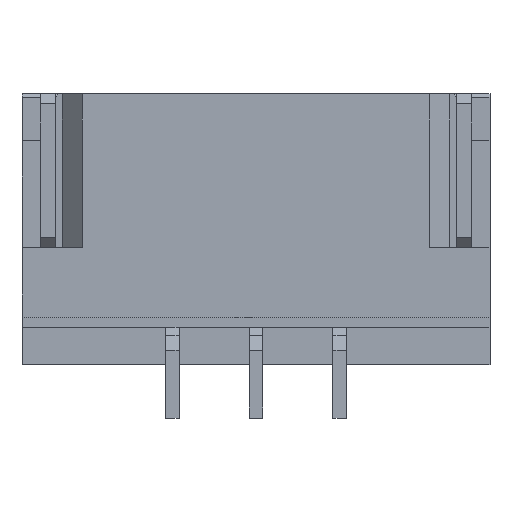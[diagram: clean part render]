
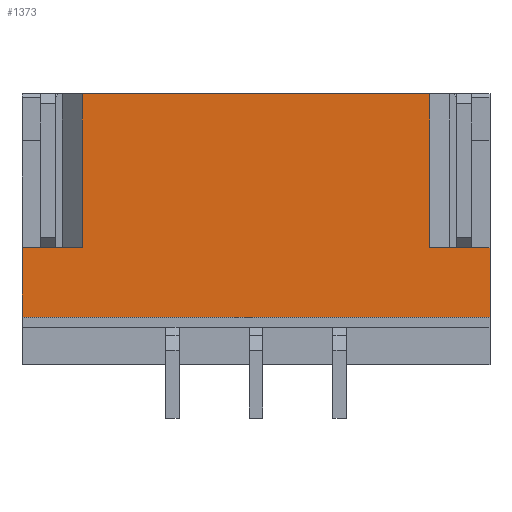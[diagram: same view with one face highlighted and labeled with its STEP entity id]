
A CAD part, front view. The second image highlights one B-rep face of the part: STEP entity #1373.
In plain terms, the highlighted planar face has unit normal (0, -1, 0).
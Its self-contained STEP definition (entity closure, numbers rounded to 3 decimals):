
#118 = VECTOR ( 'NONE', #1052, 1000. ) ;
#375 = DIRECTION ( 'NONE',  ( 0., 0., -1. ) ) ;
#394 = LINE ( 'NONE', #5802, #3422 ) ;
#403 = DIRECTION ( 'NONE',  ( 1., 0., 0. ) ) ;
#619 = CARTESIAN_POINT ( 'NONE',  ( 7.875, 0.18, -1.315 ) ) ;
#645 = ORIENTED_EDGE ( 'NONE', *, *, #690, .F. ) ;
#690 = EDGE_CURVE ( 'NONE', #1387, #1115, #6822, .T. ) ;
#844 = PLANE ( 'NONE',  #939 ) ;
#939 = AXIS2_PLACEMENT_3D ( 'NONE', #3134, #6801, #3716 ) ;
#991 = CARTESIAN_POINT ( 'NONE',  ( -7.275, 0.18, -0.275 ) ) ;
#1052 = DIRECTION ( 'NONE',  ( -1., 0., 0. ) ) ;
#1115 = VERTEX_POINT ( 'NONE', #5553 ) ;
#1127 = CARTESIAN_POINT ( 'NONE',  ( -6.975, 0.18, 2.025 ) ) ;
#1240 = ORIENTED_EDGE ( 'NONE', *, *, #3838, .T. ) ;
#1244 = ORIENTED_EDGE ( 'NONE', *, *, #4493, .T. ) ;
#1248 = VERTEX_POINT ( 'NONE', #1127 ) ;
#1373 = ADVANCED_FACE ( 'NONE', ( #6189 ), #844, .F. ) ;
#1387 = VERTEX_POINT ( 'NONE', #3208 ) ;
#1652 = LINE ( 'NONE', #3974, #3756 ) ;
#1733 = VERTEX_POINT ( 'NONE', #4799 ) ;
#1976 = ORIENTED_EDGE ( 'NONE', *, *, #6015, .T. ) ;
#2233 = CARTESIAN_POINT ( 'NONE',  ( -6.975, 0.18, -0.275 ) ) ;
#2237 = CARTESIAN_POINT ( 'NONE',  ( -6.975, 0.18, -0.275 ) ) ;
#2343 = LINE ( 'NONE', #619, #118 ) ;
#2744 = VECTOR ( 'NONE', #5143, 1000. ) ;
#2993 = VECTOR ( 'NONE', #375, 1000. ) ;
#3134 = CARTESIAN_POINT ( 'NONE',  ( 7.875, 0.18, 0. ) ) ;
#3170 = LINE ( 'NONE', #6262, #2993 ) ;
#3208 = CARTESIAN_POINT ( 'NONE',  ( -1.775, 0.18, -0.275 ) ) ;
#3212 = VECTOR ( 'NONE', #4556, 1000. ) ;
#3422 = VECTOR ( 'NONE', #5953, 1000. ) ;
#3716 = DIRECTION ( 'NONE',  ( 0., 0., 1. ) ) ;
#3756 = VECTOR ( 'NONE', #7499, 1000. ) ;
#3813 = VERTEX_POINT ( 'NONE', #6502 ) ;
#3838 = EDGE_CURVE ( 'NONE', #1248, #6887, #7649, .T. ) ;
#3863 = CARTESIAN_POINT ( 'NONE',  ( -7.875, 0.18, 0. ) ) ;
#3974 = CARTESIAN_POINT ( 'NONE',  ( 7.875, 0.18, 2.025 ) ) ;
#4073 = EDGE_CURVE ( 'NONE', #6701, #1387, #3170, .T. ) ;
#4095 = DIRECTION ( 'NONE',  ( -1., 0., 0. ) ) ;
#4155 = EDGE_CURVE ( 'NONE', #6887, #5793, #7532, .T. ) ;
#4340 = EDGE_LOOP ( 'NONE', ( #1244, #1240, #4424, #1976, #6738, #4583, #645, #6161 ) ) ;
#4424 = ORIENTED_EDGE ( 'NONE', *, *, #4155, .T. ) ;
#4493 = EDGE_CURVE ( 'NONE', #6701, #1248, #1652, .T. ) ;
#4556 = DIRECTION ( 'NONE',  ( 0., 0., -1. ) ) ;
#4583 = ORIENTED_EDGE ( 'NONE', *, *, #7080, .F. ) ;
#4591 = LINE ( 'NONE', #3863, #3212 ) ;
#4765 = VECTOR ( 'NONE', #403, 1000. ) ;
#4799 = CARTESIAN_POINT ( 'NONE',  ( -7.875, 0.18, -1.315 ) ) ;
#5143 = DIRECTION ( 'NONE',  ( 0., 0., -1. ) ) ;
#5430 = CARTESIAN_POINT ( 'NONE',  ( -1.775, 0.18, 2.025 ) ) ;
#5438 = EDGE_CURVE ( 'NONE', #3813, #1733, #2343, .T. ) ;
#5553 = CARTESIAN_POINT ( 'NONE',  ( -0.875, 0.18, -0.275 ) ) ;
#5793 = VERTEX_POINT ( 'NONE', #6496 ) ;
#5802 = CARTESIAN_POINT ( 'NONE',  ( -0.875, 0.18, 0. ) ) ;
#5953 = DIRECTION ( 'NONE',  ( 0., 0., -1. ) ) ;
#6015 = EDGE_CURVE ( 'NONE', #5793, #1733, #4591, .T. ) ;
#6161 = ORIENTED_EDGE ( 'NONE', *, *, #4073, .F. ) ;
#6189 = FACE_OUTER_BOUND ( 'NONE', #4340, .T. ) ;
#6262 = CARTESIAN_POINT ( 'NONE',  ( -1.775, 0.18, -0.275 ) ) ;
#6496 = CARTESIAN_POINT ( 'NONE',  ( -7.875, 0.18, -0.275 ) ) ;
#6502 = CARTESIAN_POINT ( 'NONE',  ( -0.875, 0.18, -1.315 ) ) ;
#6701 = VERTEX_POINT ( 'NONE', #5430 ) ;
#6738 = ORIENTED_EDGE ( 'NONE', *, *, #5438, .F. ) ;
#6801 = DIRECTION ( 'NONE',  ( 0., 1., 0. ) ) ;
#6822 = LINE ( 'NONE', #7556, #4765 ) ;
#6887 = VERTEX_POINT ( 'NONE', #2237 ) ;
#7080 = EDGE_CURVE ( 'NONE', #1115, #3813, #394, .T. ) ;
#7499 = DIRECTION ( 'NONE',  ( -1., 0., 0. ) ) ;
#7532 = LINE ( 'NONE', #991, #7573 ) ;
#7556 = CARTESIAN_POINT ( 'NONE',  ( -1.475, 0.18, -0.275 ) ) ;
#7573 = VECTOR ( 'NONE', #4095, 1000. ) ;
#7649 = LINE ( 'NONE', #2233, #2744 ) ;
